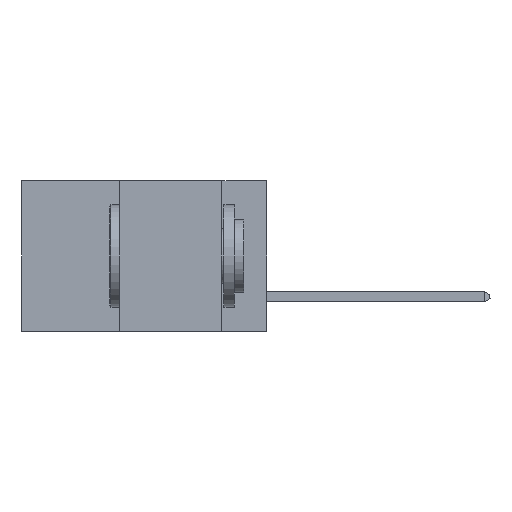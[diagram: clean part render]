
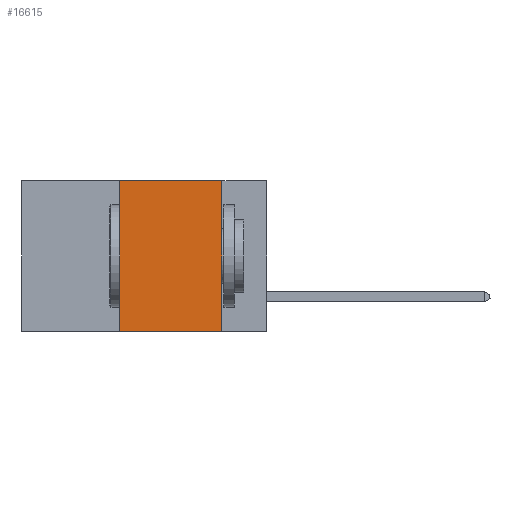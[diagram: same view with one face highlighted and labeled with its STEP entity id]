
A CAD part, left-side view. The second image highlights one B-rep face of the part: STEP entity #16615.
In plain terms, the highlighted planar face has unit normal (-1, 0, 0).
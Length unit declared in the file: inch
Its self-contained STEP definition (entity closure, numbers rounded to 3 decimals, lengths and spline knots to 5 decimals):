
#138 = CARTESIAN_POINT ( 'NONE',  ( 0., 0.6, 0. ) ) ;
#283 = CARTESIAN_POINT ( 'NONE',  ( 0., 0.36, -0.37 ) ) ;
#794 = EDGE_CURVE ( 'NONE', #14376, #20168, #14778, .T. ) ;
#1111 = ORIENTED_EDGE ( 'NONE', *, *, #16108, .T. ) ;
#2287 = LINE ( 'NONE', #11727, #21305 ) ;
#3151 = DIRECTION ( 'NONE',  ( 0., 0., 1. ) ) ;
#3462 = CARTESIAN_POINT ( 'NONE',  ( 0., 0.11, 0. ) ) ;
#4660 = CARTESIAN_POINT ( 'NONE',  ( 0., 0.11, 0. ) ) ;
#5908 = ORIENTED_EDGE ( 'NONE', *, *, #8082, .F. ) ;
#6114 = EDGE_CURVE ( 'NONE', #17763, #13545, #12904, .T. ) ;
#6702 = AXIS2_PLACEMENT_3D ( 'NONE', #138, #13084, #18042 ) ;
#6868 = CARTESIAN_POINT ( 'NONE',  ( 0., 0.36, 0. ) ) ;
#8082 = EDGE_CURVE ( 'NONE', #20168, #17763, #8255, .T. ) ;
#8255 = LINE ( 'NONE', #12741, #10012 ) ;
#8305 = PLANE ( 'NONE',  #6702 ) ;
#8397 = VECTOR ( 'NONE', #3151, 39.37008 ) ;
#10012 = VECTOR ( 'NONE', #19139, 39.37008 ) ;
#10077 = DIRECTION ( 'NONE',  ( 0., -1., 0. ) ) ;
#11727 = CARTESIAN_POINT ( 'NONE',  ( 0., 0.6, -0.37 ) ) ;
#12741 = CARTESIAN_POINT ( 'NONE',  ( 0., 0.6, 0. ) ) ;
#12904 = LINE ( 'NONE', #3462, #19348 ) ;
#13084 = DIRECTION ( 'NONE',  ( 1., 0., 0. ) ) ;
#13545 = VERTEX_POINT ( 'NONE', #19724 ) ;
#13936 = ORIENTED_EDGE ( 'NONE', *, *, #794, .F. ) ;
#14376 = VERTEX_POINT ( 'NONE', #283 ) ;
#14778 = LINE ( 'NONE', #20344, #8397 ) ;
#15065 = FACE_OUTER_BOUND ( 'NONE', #17473, .T. ) ;
#16108 = EDGE_CURVE ( 'NONE', #14376, #13545, #2287, .T. ) ;
#16615 = ADVANCED_FACE ( 'NONE', ( #15065 ), #8305, .F. ) ;
#17080 = DIRECTION ( 'NONE',  ( 0., 0., -1. ) ) ;
#17473 = EDGE_LOOP ( 'NONE', ( #21132, #5908, #13936, #1111 ) ) ;
#17763 = VERTEX_POINT ( 'NONE', #4660 ) ;
#18042 = DIRECTION ( 'NONE',  ( 0., 0., -1. ) ) ;
#19139 = DIRECTION ( 'NONE',  ( 0., -1., 0. ) ) ;
#19348 = VECTOR ( 'NONE', #17080, 39.37008 ) ;
#19724 = CARTESIAN_POINT ( 'NONE',  ( 0., 0.11, -0.37 ) ) ;
#20168 = VERTEX_POINT ( 'NONE', #6868 ) ;
#20344 = CARTESIAN_POINT ( 'NONE',  ( 0., 0.36, 0. ) ) ;
#21132 = ORIENTED_EDGE ( 'NONE', *, *, #6114, .F. ) ;
#21305 = VECTOR ( 'NONE', #10077, 39.37008 ) ;
